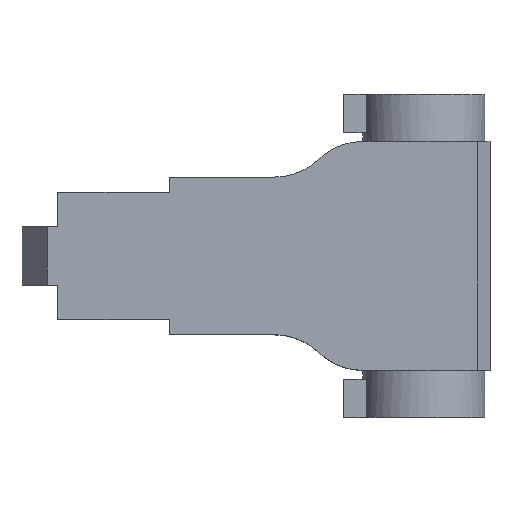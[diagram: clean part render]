
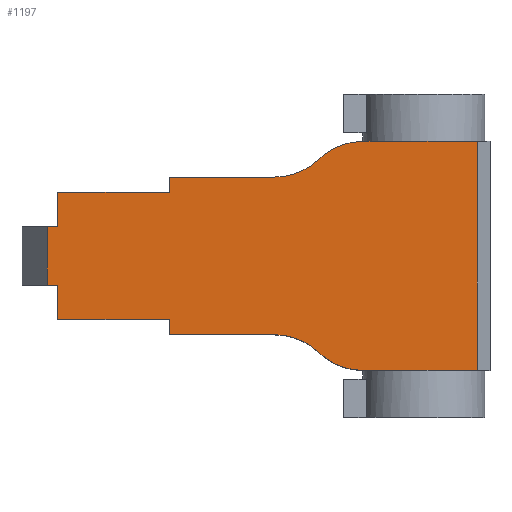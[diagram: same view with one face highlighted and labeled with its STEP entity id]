
A CAD part, top view. The second image highlights one B-rep face of the part: STEP entity #1197.
In plain terms, the highlighted planar face has unit normal (0, 0, 1).
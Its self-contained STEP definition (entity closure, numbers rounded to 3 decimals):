
#21=PLANE('',#1296);
#79=FACE_OUTER_BOUND('',#149,.T.);
#149=EDGE_LOOP('',(#858,#859,#860,#861,#862,#863,#864,#865,#866,#867,#868,
#869,#870,#871,#872,#873,#874,#875,#876,#877,#878,#879));
#243=LINE('',#1829,#375);
#244=LINE('',#1832,#376);
#245=LINE('',#1834,#377);
#246=LINE('',#1836,#378);
#247=LINE('',#1838,#379);
#248=LINE('',#1840,#380);
#249=LINE('',#1842,#381);
#250=LINE('',#1848,#382);
#251=LINE('',#1850,#383);
#252=LINE('',#1852,#384);
#253=LINE('',#1854,#385);
#254=LINE('',#1856,#386);
#255=LINE('',#1858,#387);
#256=LINE('',#1860,#388);
#257=LINE('',#1862,#389);
#258=LINE('',#1864,#390);
#259=LINE('',#1866,#391);
#260=LINE('',#1867,#392);
#375=VECTOR('',#1445,10.);
#376=VECTOR('',#1448,10.);
#377=VECTOR('',#1449,10.);
#378=VECTOR('',#1450,10.);
#379=VECTOR('',#1451,10.);
#380=VECTOR('',#1452,10.);
#381=VECTOR('',#1453,10.);
#382=VECTOR('',#1458,10.);
#383=VECTOR('',#1459,10.);
#384=VECTOR('',#1460,10.);
#385=VECTOR('',#1461,10.);
#386=VECTOR('',#1462,10.);
#387=VECTOR('',#1463,10.);
#388=VECTOR('',#1464,10.);
#389=VECTOR('',#1465,10.);
#390=VECTOR('',#1466,10.);
#391=VECTOR('',#1467,10.);
#392=VECTOR('',#1468,10.);
#485=CIRCLE('',#1286,50.);
#490=CIRCLE('',#1293,50.);
#492=CIRCLE('',#1297,50.);
#493=CIRCLE('',#1298,50.);
#529=VERTEX_POINT('',#1763);
#530=VERTEX_POINT('',#1764);
#555=VERTEX_POINT('',#1823);
#556=VERTEX_POINT('',#1827);
#557=VERTEX_POINT('',#1831);
#558=VERTEX_POINT('',#1833);
#559=VERTEX_POINT('',#1835);
#560=VERTEX_POINT('',#1837);
#561=VERTEX_POINT('',#1839);
#562=VERTEX_POINT('',#1841);
#563=VERTEX_POINT('',#1843);
#564=VERTEX_POINT('',#1845);
#565=VERTEX_POINT('',#1847);
#566=VERTEX_POINT('',#1849);
#567=VERTEX_POINT('',#1851);
#568=VERTEX_POINT('',#1853);
#569=VERTEX_POINT('',#1855);
#570=VERTEX_POINT('',#1857);
#571=VERTEX_POINT('',#1859);
#572=VERTEX_POINT('',#1861);
#573=VERTEX_POINT('',#1863);
#574=VERTEX_POINT('',#1865);
#645=EDGE_CURVE('',#529,#530,#485,.T.);
#672=EDGE_CURVE('',#530,#555,#490,.T.);
#675=EDGE_CURVE('',#529,#556,#243,.T.);
#676=EDGE_CURVE('',#556,#557,#244,.T.);
#677=EDGE_CURVE('',#557,#558,#245,.T.);
#678=EDGE_CURVE('',#558,#559,#246,.T.);
#679=EDGE_CURVE('',#559,#560,#247,.T.);
#680=EDGE_CURVE('',#560,#561,#248,.T.);
#681=EDGE_CURVE('',#561,#562,#249,.T.);
#682=EDGE_CURVE('',#563,#562,#492,.T.);
#683=EDGE_CURVE('',#564,#563,#493,.T.);
#684=EDGE_CURVE('',#564,#565,#250,.T.);
#685=EDGE_CURVE('',#565,#566,#251,.T.);
#686=EDGE_CURVE('',#566,#567,#252,.T.);
#687=EDGE_CURVE('',#568,#567,#253,.T.);
#688=EDGE_CURVE('',#568,#569,#254,.T.);
#689=EDGE_CURVE('',#569,#570,#255,.T.);
#690=EDGE_CURVE('',#571,#570,#256,.T.);
#691=EDGE_CURVE('',#572,#571,#257,.T.);
#692=EDGE_CURVE('',#573,#572,#258,.T.);
#693=EDGE_CURVE('',#573,#574,#259,.T.);
#694=EDGE_CURVE('',#574,#555,#260,.T.);
#858=ORIENTED_EDGE('',*,*,#645,.F.);
#859=ORIENTED_EDGE('',*,*,#675,.T.);
#860=ORIENTED_EDGE('',*,*,#676,.T.);
#861=ORIENTED_EDGE('',*,*,#677,.T.);
#862=ORIENTED_EDGE('',*,*,#678,.T.);
#863=ORIENTED_EDGE('',*,*,#679,.T.);
#864=ORIENTED_EDGE('',*,*,#680,.T.);
#865=ORIENTED_EDGE('',*,*,#681,.T.);
#866=ORIENTED_EDGE('',*,*,#682,.F.);
#867=ORIENTED_EDGE('',*,*,#683,.F.);
#868=ORIENTED_EDGE('',*,*,#684,.T.);
#869=ORIENTED_EDGE('',*,*,#685,.T.);
#870=ORIENTED_EDGE('',*,*,#686,.T.);
#871=ORIENTED_EDGE('',*,*,#687,.F.);
#872=ORIENTED_EDGE('',*,*,#688,.T.);
#873=ORIENTED_EDGE('',*,*,#689,.T.);
#874=ORIENTED_EDGE('',*,*,#690,.F.);
#875=ORIENTED_EDGE('',*,*,#691,.F.);
#876=ORIENTED_EDGE('',*,*,#692,.F.);
#877=ORIENTED_EDGE('',*,*,#693,.T.);
#878=ORIENTED_EDGE('',*,*,#694,.T.);
#879=ORIENTED_EDGE('',*,*,#672,.F.);
#1197=ADVANCED_FACE('',(#79),#21,.T.);
#1286=AXIS2_PLACEMENT_3D('',#1765,#1403,#1404);
#1293=AXIS2_PLACEMENT_3D('',#1824,#1438,#1439);
#1296=AXIS2_PLACEMENT_3D('',#1830,#1446,#1447);
#1297=AXIS2_PLACEMENT_3D('',#1844,#1454,#1455);
#1298=AXIS2_PLACEMENT_3D('',#1846,#1456,#1457);
#1403=DIRECTION('center_axis',(0.,0.,-1.));
#1404=DIRECTION('ref_axis',(0.,1.,0.));
#1438=DIRECTION('center_axis',(0.,0.,1.));
#1439=DIRECTION('ref_axis',(0.383,0.924,0.));
#1445=DIRECTION('',(1.,0.,0.));
#1446=DIRECTION('center_axis',(0.,0.,1.));
#1447=DIRECTION('ref_axis',(1.,0.,0.));
#1448=DIRECTION('',(1.,0.,0.));
#1449=DIRECTION('',(1.,0.,0.));
#1450=DIRECTION('',(0.,1.,0.));
#1451=DIRECTION('',(-1.,0.,0.));
#1452=DIRECTION('',(-1.,0.,0.));
#1453=DIRECTION('',(-1.,0.,0.));
#1454=DIRECTION('center_axis',(0.,0.,-1.));
#1455=DIRECTION('ref_axis',(0.,-1.,0.));
#1456=DIRECTION('center_axis',(0.,0.,1.));
#1457=DIRECTION('ref_axis',(0.383,-0.924,0.));
#1458=DIRECTION('',(-1.,0.,0.));
#1459=DIRECTION('',(0.,-1.,0.));
#1460=DIRECTION('',(-1.,0.,0.));
#1461=DIRECTION('',(0.,1.,0.));
#1462=DIRECTION('',(-1.,0.,0.));
#1463=DIRECTION('',(0.,-1.,0.));
#1464=DIRECTION('',(-1.,0.,0.));
#1465=DIRECTION('',(0.,1.,0.));
#1466=DIRECTION('',(-1.,0.,0.));
#1467=DIRECTION('',(0.,-1.,0.));
#1468=DIRECTION('',(1.,0.,0.));
#1763=CARTESIAN_POINT('',(22.08,-90.,47.));
#1764=CARTESIAN_POINT('',(-12.619,-76.,47.));
#1765=CARTESIAN_POINT('Origin',(22.08,-40.,47.));
#1823=CARTESIAN_POINT('',(-47.317,-62.,47.));
#1824=CARTESIAN_POINT('Origin',(-47.317,-112.,47.));
#1827=CARTESIAN_POINT('',(60.253,-90.,47.));
#1829=CARTESIAN_POINT('',(1.393,-90.,47.));
#1830=CARTESIAN_POINT('Origin',(-4.,0.,
47.));
#1831=CARTESIAN_POINT('',(79.747,-90.,47.));
#1832=CARTESIAN_POINT('',(1.393,-90.,47.));
#1833=CARTESIAN_POINT('',(112.,-90.,47.));
#1834=CARTESIAN_POINT('',(1.393,-90.,47.));
#1835=CARTESIAN_POINT('',(112.,90.,47.));
#1836=CARTESIAN_POINT('',(112.,0.,47.));
#1837=CARTESIAN_POINT('',(79.747,90.,47.));
#1838=CARTESIAN_POINT('',(122.,90.,47.));
#1839=CARTESIAN_POINT('',(60.253,90.,47.));
#1840=CARTESIAN_POINT('',(122.,90.,47.));
#1841=CARTESIAN_POINT('',(22.08,90.,47.));
#1842=CARTESIAN_POINT('',(122.,90.,47.));
#1843=CARTESIAN_POINT('',(-12.619,76.,47.));
#1844=CARTESIAN_POINT('Origin',(22.08,40.,47.));
#1845=CARTESIAN_POINT('',(-47.317,62.,47.));
#1846=CARTESIAN_POINT('Origin',(-47.317,112.,47.));
#1847=CARTESIAN_POINT('',(-130.,62.,47.));
#1848=CARTESIAN_POINT('',(-26.607,62.,47.));
#1849=CARTESIAN_POINT('',(-130.,50.,47.));
#1850=CARTESIAN_POINT('',(-130.,62.,47.));
#1851=CARTESIAN_POINT('',(-218.,50.,47.));
#1852=CARTESIAN_POINT('',(-130.,50.,47.));
#1853=CARTESIAN_POINT('',(-218.,23.,47.));
#1854=CARTESIAN_POINT('',(-218.,-90.,47.));
#1855=CARTESIAN_POINT('',(-226.,23.,47.));
#1856=CARTESIAN_POINT('',(-130.,23.,47.));
#1857=CARTESIAN_POINT('',(-226.,-23.,47.));
#1858=CARTESIAN_POINT('',(-226.,0.,47.));
#1859=CARTESIAN_POINT('',(-218.,-23.,47.));
#1860=CARTESIAN_POINT('',(-130.,-23.,47.));
#1861=CARTESIAN_POINT('',(-218.,-50.,47.));
#1862=CARTESIAN_POINT('',(-218.,-90.,47.));
#1863=CARTESIAN_POINT('',(-130.,-50.,47.));
#1864=CARTESIAN_POINT('',(-130.,-50.,47.));
#1865=CARTESIAN_POINT('',(-130.,-62.,47.));
#1866=CARTESIAN_POINT('',(-130.,62.,47.));
#1867=CARTESIAN_POINT('',(-130.,-62.,47.));
